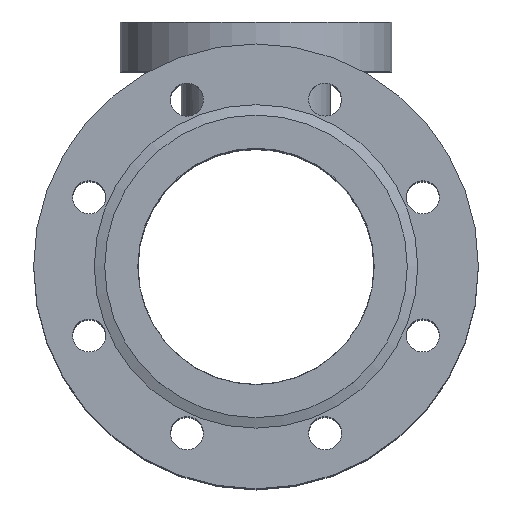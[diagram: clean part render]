
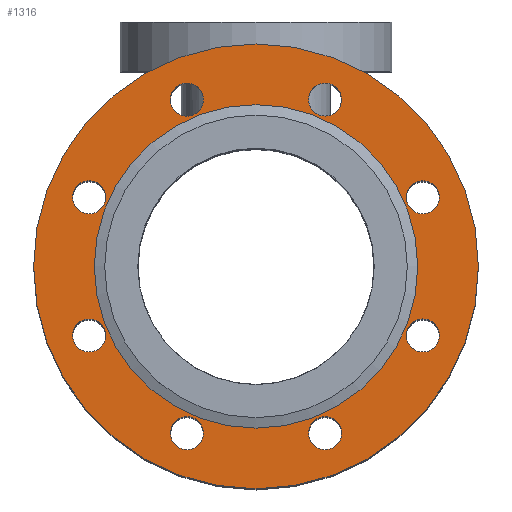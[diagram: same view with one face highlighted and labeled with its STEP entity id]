
A CAD part, top view. The second image highlights one B-rep face of the part: STEP entity #1316.
In plain terms, the highlighted face is planar.
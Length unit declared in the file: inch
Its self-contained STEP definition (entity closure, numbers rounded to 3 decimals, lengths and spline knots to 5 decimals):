
#759=CARTESIAN_POINT('',(0.,-1.50992,-0.69419));
#760=VERTEX_POINT('',#759);
#761=CARTESIAN_POINT('',(0.,-1.67592,-0.69419));
#762=DIRECTION('',(1.0,0.0,0.0));
#763=DIRECTION('',(0.0,-1.0,0.0));
#764=AXIS2_PLACEMENT_3D('',#761,#762,#763);
#765=CIRCLE('',#764,0.166);
#766=EDGE_CURVE('',#760,#760,#765,.T.);
#808=CARTESIAN_POINT('',(0.,-1.55854,0.57681));
#809=VERTEX_POINT('',#808);
#810=CARTESIAN_POINT('',(0.,-1.67592,0.69419));
#811=DIRECTION('',(1.,0.,0.));
#812=DIRECTION('',(0.,-0.707,0.707));
#813=AXIS2_PLACEMENT_3D('',#810,#811,#812);
#814=CIRCLE('',#813,0.166);
#815=EDGE_CURVE('',#809,#809,#814,.T.);
#857=CARTESIAN_POINT('',(0.,-0.69419,1.50992));
#858=VERTEX_POINT('',#857);
#859=CARTESIAN_POINT('',(0.,-0.69419,1.67592));
#860=DIRECTION('',(1.0,0.0,0.0));
#861=DIRECTION('',(0.0,0.0,1.0));
#862=AXIS2_PLACEMENT_3D('',#859,#860,#861);
#863=CIRCLE('',#862,0.166);
#864=EDGE_CURVE('',#858,#858,#863,.T.);
#906=CARTESIAN_POINT('',(0.,0.57681,1.55854));
#907=VERTEX_POINT('',#906);
#908=CARTESIAN_POINT('',(0.,0.69419,1.67592));
#909=DIRECTION('',(1.,0.,0.));
#910=DIRECTION('',(0.,0.707,0.707));
#911=AXIS2_PLACEMENT_3D('',#908,#909,#910);
#912=CIRCLE('',#911,0.166);
#913=EDGE_CURVE('',#907,#907,#912,.T.);
#955=CARTESIAN_POINT('',(0.,1.50992,0.69419));
#956=VERTEX_POINT('',#955);
#957=CARTESIAN_POINT('',(0.,1.67592,0.69419));
#958=DIRECTION('',(1.0,0.0,0.0));
#959=DIRECTION('',(0.0,1.0,0.0));
#960=AXIS2_PLACEMENT_3D('',#957,#958,#959);
#961=CIRCLE('',#960,0.166);
#962=EDGE_CURVE('',#956,#956,#961,.T.);
#1004=CARTESIAN_POINT('',(0.,1.55854,-0.57681));
#1005=VERTEX_POINT('',#1004);
#1006=CARTESIAN_POINT('',(0.,1.67592,-0.69419));
#1007=DIRECTION('',(1.0,0.,0.));
#1008=DIRECTION('',(0.,0.707,-0.707));
#1009=AXIS2_PLACEMENT_3D('',#1006,#1007,#1008);
#1010=CIRCLE('',#1009,0.166);
#1011=EDGE_CURVE('',#1005,#1005,#1010,.T.);
#1053=CARTESIAN_POINT('',(0.,-0.57681,-1.55854));
#1054=VERTEX_POINT('',#1053);
#1055=CARTESIAN_POINT('',(0.,-0.69419,-1.67592));
#1056=DIRECTION('',(1.0,0.,0.));
#1057=DIRECTION('',(0.,-0.707,-0.707));
#1058=AXIS2_PLACEMENT_3D('',#1055,#1056,#1057);
#1059=CIRCLE('',#1058,0.166);
#1060=EDGE_CURVE('',#1054,#1054,#1059,.T.);
#1102=CARTESIAN_POINT('',(0.,0.69419,-1.50992));
#1103=VERTEX_POINT('',#1102);
#1104=CARTESIAN_POINT('',(0.,0.69419,-1.67592));
#1105=DIRECTION('',(1.0,0.0,0.0));
#1106=DIRECTION('',(0.0,0.0,-1.0));
#1107=AXIS2_PLACEMENT_3D('',#1104,#1105,#1106);
#1108=CIRCLE('',#1107,0.166);
#1109=EDGE_CURVE('',#1103,#1103,#1108,.T.);
#1258=CARTESIAN_POINT('',(0.,1.625,0.0));
#1259=VERTEX_POINT('',#1258);
#1260=CARTESIAN_POINT('',(0.,0.,0.0));
#1261=DIRECTION('',(1.0,0.0,0.0));
#1262=DIRECTION('',(0.0,1.0,0.0));
#1263=AXIS2_PLACEMENT_3D('',#1260,#1261,#1262);
#1264=CIRCLE('',#1263,1.625);
#1265=EDGE_CURVE('',#1259,#1259,#1264,.T.);
#1273=CARTESIAN_POINT('',(0.,1.93,0.0));
#1274=DIRECTION('',(-1.0,0.0,0.0));
#1275=DIRECTION('',(0.0,0.0,1.0));
#1276=AXIS2_PLACEMENT_3D('',#1273,#1274,#1275);
#1277=PLANE('',#1276);
#1278=CARTESIAN_POINT('',(0.,2.235,0.0));
#1279=VERTEX_POINT('',#1278);
#1280=CARTESIAN_POINT('',(0.,0.,0.0));
#1281=DIRECTION('',(1.0,0.0,0.0));
#1282=DIRECTION('',(0.0,1.0,0.0));
#1283=AXIS2_PLACEMENT_3D('',#1280,#1281,#1282);
#1284=CIRCLE('',#1283,2.235);
#1285=EDGE_CURVE('',#1279,#1279,#1284,.T.);
#1286=ORIENTED_EDGE('',*,*,#1285,.F.);
#1287=EDGE_LOOP('',(#1286));
#1288=FACE_OUTER_BOUND('',#1287,.T.);
#1289=ORIENTED_EDGE('',*,*,#766,.T.);
#1290=EDGE_LOOP('',(#1289));
#1291=FACE_BOUND('',#1290,.T.);
#1292=ORIENTED_EDGE('',*,*,#815,.T.);
#1293=EDGE_LOOP('',(#1292));
#1294=FACE_BOUND('',#1293,.T.);
#1295=ORIENTED_EDGE('',*,*,#864,.T.);
#1296=EDGE_LOOP('',(#1295));
#1297=FACE_BOUND('',#1296,.T.);
#1298=ORIENTED_EDGE('',*,*,#913,.T.);
#1299=EDGE_LOOP('',(#1298));
#1300=FACE_BOUND('',#1299,.T.);
#1301=ORIENTED_EDGE('',*,*,#962,.T.);
#1302=EDGE_LOOP('',(#1301));
#1303=FACE_BOUND('',#1302,.T.);
#1304=ORIENTED_EDGE('',*,*,#1011,.T.);
#1305=EDGE_LOOP('',(#1304));
#1306=FACE_BOUND('',#1305,.T.);
#1307=ORIENTED_EDGE('',*,*,#1060,.T.);
#1308=EDGE_LOOP('',(#1307));
#1309=FACE_BOUND('',#1308,.T.);
#1310=ORIENTED_EDGE('',*,*,#1109,.T.);
#1311=EDGE_LOOP('',(#1310));
#1312=FACE_BOUND('',#1311,.T.);
#1313=ORIENTED_EDGE('',*,*,#1265,.T.);
#1314=EDGE_LOOP('',(#1313));
#1315=FACE_BOUND('',#1314,.T.);
#1316=ADVANCED_FACE('',(#1288,#1291,#1294,#1297,#1300,#1303,#1306,#1309,#1312,#1315),#1277,.T.);
